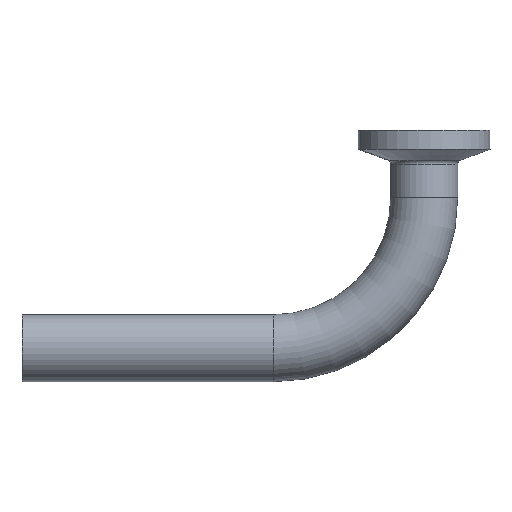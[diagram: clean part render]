
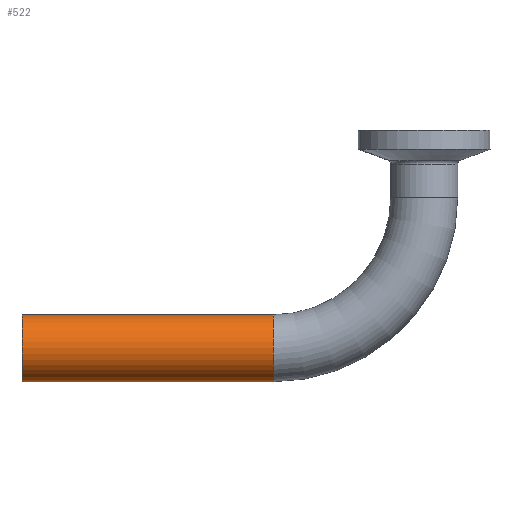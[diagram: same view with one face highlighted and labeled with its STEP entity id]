
A CAD part, front view. The second image highlights one B-rep face of the part: STEP entity #522.
In plain terms, the highlighted cylindrical face has radius 6.35 mm (diameter 12.7 mm), a partial arc.
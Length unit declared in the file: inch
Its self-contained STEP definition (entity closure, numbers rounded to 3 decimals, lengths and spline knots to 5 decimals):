
#20 = ORIENTED_EDGE ( 'NONE', *, *, #928, .T. ) ;
#72 = ORIENTED_EDGE ( 'NONE', *, *, #473, .F. ) ;
#73 = CIRCLE ( 'NONE', #315, 0.25 ) ;
#119 = DIRECTION ( 'NONE',  ( 0., 0., 1. ) ) ;
#149 = DIRECTION ( 'NONE',  ( 1., 0., 0. ) ) ;
#167 = CARTESIAN_POINT ( 'NONE',  ( 0., 0., -1.37598 ) ) ;
#182 = CARTESIAN_POINT ( 'NONE',  ( 0., 0., -0.87598 ) ) ;
#201 = DIRECTION ( 'NONE',  ( 0., 0., 1. ) ) ;
#222 = CIRCLE ( 'NONE', #991, 0.25 ) ;
#230 = CARTESIAN_POINT ( 'NONE',  ( -1.87402, 0., -1.37598 ) ) ;
#283 = DIRECTION ( 'NONE',  ( -1., 0., 0. ) ) ;
#302 = LINE ( 'NONE', #994, #511 ) ;
#312 = CARTESIAN_POINT ( 'NONE',  ( -1.87402, 0., -1.12598 ) ) ;
#315 = AXIS2_PLACEMENT_3D ( 'NONE', #706, #283, #201 ) ;
#321 = CARTESIAN_POINT ( 'NONE',  ( -1.87402, 0., -0.87598 ) ) ;
#380 = DIRECTION ( 'NONE',  ( -1., 0., 0. ) ) ;
#387 = CARTESIAN_POINT ( 'NONE',  ( -1.87402, 0., -0.87598 ) ) ;
#400 = AXIS2_PLACEMENT_3D ( 'NONE', #312, #149, #476 ) ;
#473 = EDGE_CURVE ( 'NONE', #1056, #851, #758, .T. ) ;
#476 = DIRECTION ( 'NONE',  ( 0., 0., -1. ) ) ;
#511 = VECTOR ( 'NONE', #900, 39.37008 ) ;
#522 = ADVANCED_FACE ( 'NONE', ( #999 ), #730, .T. ) ;
#631 = DIRECTION ( 'NONE',  ( 1., 0., 0. ) ) ;
#688 = VECTOR ( 'NONE', #631, 39.37008 ) ;
#706 = CARTESIAN_POINT ( 'NONE',  ( -1.87402, 0., -1.12598 ) ) ;
#730 = CYLINDRICAL_SURFACE ( 'NONE', #400, 0.25 ) ;
#736 = ORIENTED_EDGE ( 'NONE', *, *, #916, .F. ) ;
#739 = ORIENTED_EDGE ( 'NONE', *, *, #1021, .T. ) ;
#746 = VERTEX_POINT ( 'NONE', #167 ) ;
#758 = LINE ( 'NONE', #387, #688 ) ;
#851 = VERTEX_POINT ( 'NONE', #182 ) ;
#887 = EDGE_LOOP ( 'NONE', ( #72, #736, #739, #20 ) ) ;
#900 = DIRECTION ( 'NONE',  ( 1., 0., 0. ) ) ;
#916 = EDGE_CURVE ( 'NONE', #1050, #1056, #73, .T. ) ;
#928 = EDGE_CURVE ( 'NONE', #746, #851, #222, .T. ) ;
#952 = CARTESIAN_POINT ( 'NONE',  ( 0., 0., -1.12598 ) ) ;
#991 = AXIS2_PLACEMENT_3D ( 'NONE', #952, #380, #119 ) ;
#994 = CARTESIAN_POINT ( 'NONE',  ( -1.87402, 0., -1.37598 ) ) ;
#999 = FACE_OUTER_BOUND ( 'NONE', #887, .T. ) ;
#1021 = EDGE_CURVE ( 'NONE', #1050, #746, #302, .T. ) ;
#1050 = VERTEX_POINT ( 'NONE', #230 ) ;
#1056 = VERTEX_POINT ( 'NONE', #321 ) ;
